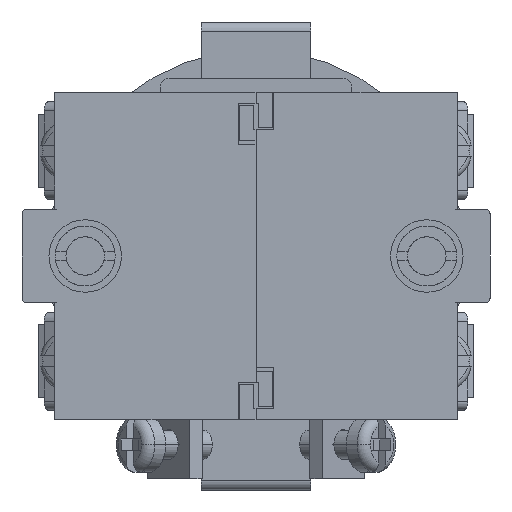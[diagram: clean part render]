
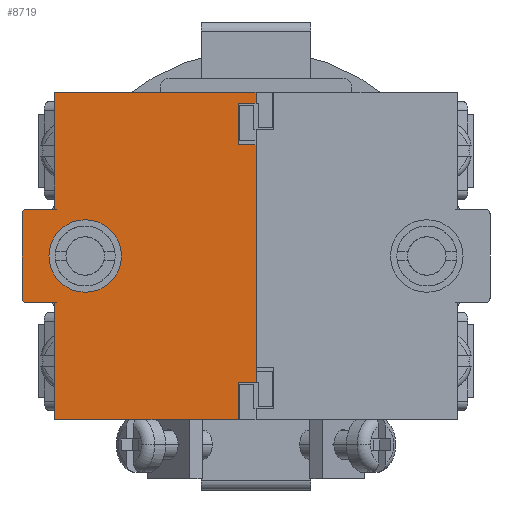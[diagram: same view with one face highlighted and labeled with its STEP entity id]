
A CAD part, front view. The second image highlights one B-rep face of the part: STEP entity #8719.
In plain terms, the highlighted planar face has unit normal (0, -1, 0).
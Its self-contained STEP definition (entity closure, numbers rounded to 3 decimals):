
#263 = FACE_BOUND ( 'NONE', #10079, .T. ) ;
#415 = VECTOR ( 'NONE', #23354, 1000. ) ;
#687 = ORIENTED_EDGE ( 'NONE', *, *, #6134, .T. ) ;
#927 = DIRECTION ( 'NONE',  ( -1., 0., 0. ) ) ;
#1042 = EDGE_CURVE ( 'NONE', #25061, #13685, #6678, .T. ) ;
#1121 = CARTESIAN_POINT ( 'NONE',  ( -21.5, -72.1, -5. ) ) ;
#1193 = CARTESIAN_POINT ( 'NONE',  ( -12.5, -72.1, 0. ) ) ;
#1416 = ORIENTED_EDGE ( 'NONE', *, *, #5030, .T. ) ;
#1536 = VECTOR ( 'NONE', #4435, 1000. ) ;
#1665 = CARTESIAN_POINT ( 'NONE',  ( -1.9, -72.1, 11.9 ) ) ;
#2138 = VERTEX_POINT ( 'NONE', #4797 ) ;
#2447 = DIRECTION ( 'NONE',  ( 0., -1., 0. ) ) ;
#2772 = ORIENTED_EDGE ( 'NONE', *, *, #20698, .T. ) ;
#2902 = LINE ( 'NONE', #23485, #1536 ) ;
#3332 = AXIS2_PLACEMENT_3D ( 'NONE', #7248, #13530, #15666 ) ;
#3366 = CARTESIAN_POINT ( 'NONE',  ( 0., -72.1, -13.5 ) ) ;
#4080 = EDGE_CURVE ( 'NONE', #23163, #23118, #21768, .T. ) ;
#4297 = VECTOR ( 'NONE', #4868, 1000. ) ;
#4435 = DIRECTION ( 'NONE',  ( 0., 0., 1. ) ) ;
#4505 = ORIENTED_EDGE ( 'NONE', *, *, #17194, .T. ) ;
#4797 = CARTESIAN_POINT ( 'NONE',  ( -24.5, -72.1, -5. ) ) ;
#4868 = DIRECTION ( 'NONE',  ( 0., 0., 1. ) ) ;
#4992 = ORIENTED_EDGE ( 'NONE', *, *, #8255, .T. ) ;
#5030 = EDGE_CURVE ( 'NONE', #25061, #8275, #10082, .T. ) ;
#5277 = ORIENTED_EDGE ( 'NONE', *, *, #4080, .F. ) ;
#5559 = AXIS2_PLACEMENT_3D ( 'NONE', #18735, #27125, #24899 ) ;
#5853 = EDGE_CURVE ( 'NONE', #19285, #14777, #13583, .T. ) ;
#5946 = CARTESIAN_POINT ( 'NONE',  ( -25., -72.1, -5. ) ) ;
#6134 = EDGE_CURVE ( 'NONE', #14777, #6991, #18885, .T. ) ;
#6678 = LINE ( 'NONE', #21448, #17967 ) ;
#6781 = ORIENTED_EDGE ( 'NONE', *, *, #12845, .T. ) ;
#6991 = VERTEX_POINT ( 'NONE', #26856 ) ;
#7248 = CARTESIAN_POINT ( 'NONE',  ( -24.5, -72.1, 4.5 ) ) ;
#7292 = CARTESIAN_POINT ( 'NONE',  ( -25., -72.1, -17.5 ) ) ;
#7597 = CARTESIAN_POINT ( 'NONE',  ( -22.125, -72.1, 0. ) ) ;
#8255 = EDGE_CURVE ( 'NONE', #18355, #2138, #13623, .T. ) ;
#8275 = VERTEX_POINT ( 'NONE', #13043 ) ;
#8463 = EDGE_CURVE ( 'NONE', #13685, #23163, #18570, .T. ) ;
#8701 = DIRECTION ( 'NONE',  ( -1., 0., 0. ) ) ;
#8719 = ADVANCED_FACE ( 'NONE', ( #263, #23897 ), #9878, .F. ) ;
#8744 = VECTOR ( 'NONE', #14467, 1000. ) ;
#8765 = DIRECTION ( 'NONE',  ( 1., 0., 0. ) ) ;
#8806 = CARTESIAN_POINT ( 'NONE',  ( -1.9, -72.1, 16.3 ) ) ;
#9221 = CARTESIAN_POINT ( 'NONE',  ( -21.5, -72.1, -17.5 ) ) ;
#9384 = CARTESIAN_POINT ( 'NONE',  ( -12.5, -72.1, 11.9 ) ) ;
#9647 = EDGE_LOOP ( 'NONE', ( #22878, #687, #10439, #5277, #24004, #21964, #1416, #25039, #4992, #26704, #4505, #18015, #10507, #15267, #11950, #2772 ) ) ;
#9878 = PLANE ( 'NONE',  #19604 ) ;
#9994 = CARTESIAN_POINT ( 'NONE',  ( -1.9, -72.1, -17.5 ) ) ;
#10032 = VERTEX_POINT ( 'NONE', #10650 ) ;
#10079 = EDGE_LOOP ( 'NONE', ( #6781, #14299 ) ) ;
#10082 = CIRCLE ( 'NONE', #3332, 0.5 ) ;
#10301 = VERTEX_POINT ( 'NONE', #7597 ) ;
#10376 = LINE ( 'NONE', #22846, #8744 ) ;
#10439 = ORIENTED_EDGE ( 'NONE', *, *, #11192, .F. ) ;
#10507 = ORIENTED_EDGE ( 'NONE', *, *, #14809, .T. ) ;
#10538 = CARTESIAN_POINT ( 'NONE',  ( 0.3, -72.1, -13.5 ) ) ;
#10650 = CARTESIAN_POINT ( 'NONE',  ( 0., -72.1, 11.9 ) ) ;
#10800 = EDGE_CURVE ( 'NONE', #18355, #8275, #11017, .T. ) ;
#10823 = VERTEX_POINT ( 'NONE', #3366 ) ;
#11017 = LINE ( 'NONE', #14298, #27328 ) ;
#11192 = EDGE_CURVE ( 'NONE', #23118, #6991, #15960, .T. ) ;
#11464 = LINE ( 'NONE', #5946, #25764 ) ;
#11725 = EDGE_CURVE ( 'NONE', #10032, #10823, #24245, .T. ) ;
#11794 = DIRECTION ( 'NONE',  ( 0., 0., -1. ) ) ;
#11950 = ORIENTED_EDGE ( 'NONE', *, *, #11725, .F. ) ;
#12231 = CARTESIAN_POINT ( 'NONE',  ( -18.25, -72.1, 0. ) ) ;
#12255 = CARTESIAN_POINT ( 'NONE',  ( -14.375, -72.1, 0. ) ) ;
#12310 = DIRECTION ( 'NONE',  ( 0., 1., 0. ) ) ;
#12388 = VERTEX_POINT ( 'NONE', #12255 ) ;
#12766 = EDGE_CURVE ( 'NONE', #2138, #16619, #11464, .T. ) ;
#12845 = EDGE_CURVE ( 'NONE', #12388, #10301, #25103, .T. ) ;
#12891 = VECTOR ( 'NONE', #15589, 1000. ) ;
#12945 = CARTESIAN_POINT ( 'NONE',  ( -25., -72.1, 17.5 ) ) ;
#13009 = CARTESIAN_POINT ( 'NONE',  ( -21.5, -72.1, 5. ) ) ;
#13043 = CARTESIAN_POINT ( 'NONE',  ( -25., -72.1, 4.5 ) ) ;
#13233 = VECTOR ( 'NONE', #19993, 1000. ) ;
#13385 = VERTEX_POINT ( 'NONE', #9994 ) ;
#13508 = EDGE_CURVE ( 'NONE', #23665, #10823, #23034, .T. ) ;
#13530 = DIRECTION ( 'NONE',  ( 0., -1., 0. ) ) ;
#13583 = LINE ( 'NONE', #8806, #25557 ) ;
#13623 = CIRCLE ( 'NONE', #20673, 0.5 ) ;
#13685 = VERTEX_POINT ( 'NONE', #17765 ) ;
#13947 = DIRECTION ( 'NONE',  ( 0., 0., 1. ) ) ;
#14298 = CARTESIAN_POINT ( 'NONE',  ( -25., -72.1, 17.5 ) ) ;
#14299 = ORIENTED_EDGE ( 'NONE', *, *, #26400, .T. ) ;
#14358 = LINE ( 'NONE', #7292, #19022 ) ;
#14467 = DIRECTION ( 'NONE',  ( 0., 0., -1. ) ) ;
#14754 = CARTESIAN_POINT ( 'NONE',  ( -1.9, -72.1, -13.5 ) ) ;
#14777 = VERTEX_POINT ( 'NONE', #25078 ) ;
#14809 = EDGE_CURVE ( 'NONE', #13385, #23665, #2902, .T. ) ;
#15267 = ORIENTED_EDGE ( 'NONE', *, *, #13508, .T. ) ;
#15454 = VERTEX_POINT ( 'NONE', #9221 ) ;
#15589 = DIRECTION ( 'NONE',  ( 0., 0., -1. ) ) ;
#15666 = DIRECTION ( 'NONE',  ( -1., 0., 0. ) ) ;
#15807 = CARTESIAN_POINT ( 'NONE',  ( -1.9, -72.1, 16.3 ) ) ;
#15960 = LINE ( 'NONE', #20328, #23959 ) ;
#16547 = CIRCLE ( 'NONE', #5559, 3.875 ) ;
#16619 = VERTEX_POINT ( 'NONE', #1121 ) ;
#17194 = EDGE_CURVE ( 'NONE', #16619, #15454, #10376, .T. ) ;
#17430 = VECTOR ( 'NONE', #23279, 1000. ) ;
#17765 = CARTESIAN_POINT ( 'NONE',  ( -21.5, -72.1, 5. ) ) ;
#17967 = VECTOR ( 'NONE', #8765, 1000. ) ;
#18005 = AXIS2_PLACEMENT_3D ( 'NONE', #12231, #12310, #27218 ) ;
#18015 = ORIENTED_EDGE ( 'NONE', *, *, #25680, .F. ) ;
#18209 = DIRECTION ( 'NONE',  ( -1., 0., 0. ) ) ;
#18355 = VERTEX_POINT ( 'NONE', #23789 ) ;
#18489 = VECTOR ( 'NONE', #24332, 1000. ) ;
#18570 = LINE ( 'NONE', #13009, #4297 ) ;
#18735 = CARTESIAN_POINT ( 'NONE',  ( -18.25, -72.1, 0. ) ) ;
#18885 = LINE ( 'NONE', #15807, #13233 ) ;
#19022 = VECTOR ( 'NONE', #927, 1000. ) ;
#19285 = VERTEX_POINT ( 'NONE', #1665 ) ;
#19498 = CARTESIAN_POINT ( 'NONE',  ( -21.5, -72.1, 17.5 ) ) ;
#19604 = AXIS2_PLACEMENT_3D ( 'NONE', #1193, #24738, #18209 ) ;
#19993 = DIRECTION ( 'NONE',  ( 1., 0., 0. ) ) ;
#20328 = CARTESIAN_POINT ( 'NONE',  ( 0., -72.1, 17.5 ) ) ;
#20673 = AXIS2_PLACEMENT_3D ( 'NONE', #23551, #2447, #8701 ) ;
#20698 = EDGE_CURVE ( 'NONE', #10032, #19285, #24837, .T. ) ;
#21197 = DIRECTION ( 'NONE',  ( 0., 0., 1. ) ) ;
#21448 = CARTESIAN_POINT ( 'NONE',  ( -25., -72.1, 5. ) ) ;
#21768 = LINE ( 'NONE', #12945, #17430 ) ;
#21964 = ORIENTED_EDGE ( 'NONE', *, *, #1042, .F. ) ;
#22846 = CARTESIAN_POINT ( 'NONE',  ( -21.5, -72.1, -5. ) ) ;
#22878 = ORIENTED_EDGE ( 'NONE', *, *, #5853, .T. ) ;
#23034 = LINE ( 'NONE', #10538, #415 ) ;
#23118 = VERTEX_POINT ( 'NONE', #25120 ) ;
#23163 = VERTEX_POINT ( 'NONE', #19498 ) ;
#23279 = DIRECTION ( 'NONE',  ( 1., 0., 0. ) ) ;
#23354 = DIRECTION ( 'NONE',  ( 1., 0., 0. ) ) ;
#23485 = CARTESIAN_POINT ( 'NONE',  ( -1.9, -72.1, -17.5 ) ) ;
#23551 = CARTESIAN_POINT ( 'NONE',  ( -24.5, -72.1, -4.5 ) ) ;
#23665 = VERTEX_POINT ( 'NONE', #14754 ) ;
#23789 = CARTESIAN_POINT ( 'NONE',  ( -25., -72.1, -4.5 ) ) ;
#23897 = FACE_OUTER_BOUND ( 'NONE', #9647, .T. ) ;
#23959 = VECTOR ( 'NONE', #11794, 1000. ) ;
#24004 = ORIENTED_EDGE ( 'NONE', *, *, #8463, .F. ) ;
#24151 = CARTESIAN_POINT ( 'NONE',  ( -24.5, -72.1, 5. ) ) ;
#24245 = LINE ( 'NONE', #24276, #12891 ) ;
#24276 = CARTESIAN_POINT ( 'NONE',  ( 0., -72.1, 17.5 ) ) ;
#24332 = DIRECTION ( 'NONE',  ( -1., 0., 0. ) ) ;
#24738 = DIRECTION ( 'NONE',  ( 0., 1., 0. ) ) ;
#24837 = LINE ( 'NONE', #9384, #18489 ) ;
#24899 = DIRECTION ( 'NONE',  ( -1., 0., 0. ) ) ;
#25039 = ORIENTED_EDGE ( 'NONE', *, *, #10800, .F. ) ;
#25061 = VERTEX_POINT ( 'NONE', #24151 ) ;
#25078 = CARTESIAN_POINT ( 'NONE',  ( -1.9, -72.1, 16.3 ) ) ;
#25103 = CIRCLE ( 'NONE', #18005, 3.875 ) ;
#25120 = CARTESIAN_POINT ( 'NONE',  ( 0., -72.1, 17.5 ) ) ;
#25557 = VECTOR ( 'NONE', #21197, 1000. ) ;
#25680 = EDGE_CURVE ( 'NONE', #13385, #15454, #14358, .T. ) ;
#25764 = VECTOR ( 'NONE', #26949, 1000. ) ;
#26400 = EDGE_CURVE ( 'NONE', #10301, #12388, #16547, .T. ) ;
#26704 = ORIENTED_EDGE ( 'NONE', *, *, #12766, .T. ) ;
#26856 = CARTESIAN_POINT ( 'NONE',  ( 0., -72.1, 16.3 ) ) ;
#26949 = DIRECTION ( 'NONE',  ( 1., 0., 0. ) ) ;
#27125 = DIRECTION ( 'NONE',  ( 0., 1., 0. ) ) ;
#27218 = DIRECTION ( 'NONE',  ( -1., 0., 0. ) ) ;
#27328 = VECTOR ( 'NONE', #13947, 1000. ) ;
